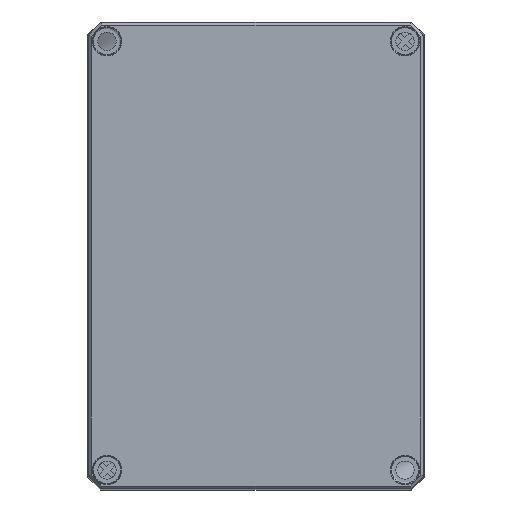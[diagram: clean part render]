
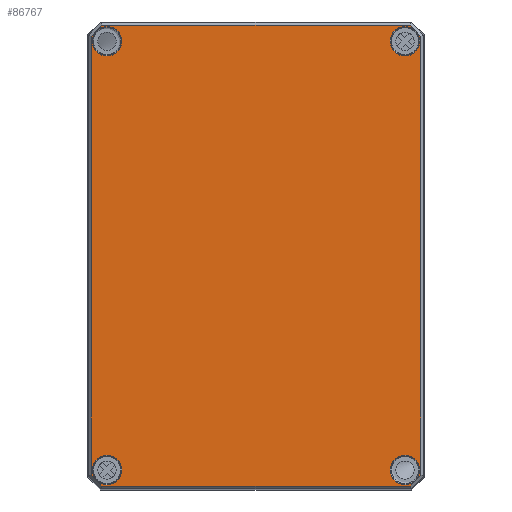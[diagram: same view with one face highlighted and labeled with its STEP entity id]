
A CAD part, top view. The second image highlights one B-rep face of the part: STEP entity #86767.
In plain terms, the highlighted planar face has unit normal (0, 0, 1).
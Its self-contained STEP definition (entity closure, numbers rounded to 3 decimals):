
#2368=CIRCLE('',#91100,5.672);
#2372=CIRCLE('',#91106,5.672);
#2373=CIRCLE('',#91107,5.672);
#2374=CIRCLE('',#91108,5.672);
#2375=CIRCLE('',#91109,5.672);
#2376=CIRCLE('',#91110,5.672);
#3460=FACE_BOUND('',#14982,.T.);
#3461=FACE_BOUND('',#14983,.T.);
#3462=FACE_BOUND('',#14984,.T.);
#3463=FACE_BOUND('',#14985,.T.);
#5177=PLANE('',#91105);
#9641=FACE_OUTER_BOUND('',#14981,.T.);
#14981=EDGE_LOOP('',(#77404,#77405,#77406,#77407,#77408,#77409,#77410,#77411));
#14982=EDGE_LOOP('',(#77412,#77413));
#14983=EDGE_LOOP('',(#77414,#77415));
#14984=EDGE_LOOP('',(#77416));
#14985=EDGE_LOOP('',(#77417));
#21860=LINE('',#154548,#28698);
#21861=LINE('',#154550,#28699);
#21862=LINE('',#154552,#28700);
#21863=LINE('',#154554,#28701);
#21864=LINE('',#154556,#28702);
#21865=LINE('',#154558,#28703);
#21866=LINE('',#154560,#28704);
#21867=LINE('',#154561,#28705);
#28698=VECTOR('',#105713,10.);
#28699=VECTOR('',#105714,10.);
#28700=VECTOR('',#105715,10.);
#28701=VECTOR('',#105716,10.);
#28702=VECTOR('',#105717,10.);
#28703=VECTOR('',#105718,10.);
#28704=VECTOR('',#105719,10.);
#28705=VECTOR('',#105720,10.);
#40950=VERTEX_POINT('',#154536);
#40953=VERTEX_POINT('',#154546);
#40954=VERTEX_POINT('',#154547);
#40955=VERTEX_POINT('',#154549);
#40956=VERTEX_POINT('',#154551);
#40957=VERTEX_POINT('',#154553);
#40958=VERTEX_POINT('',#154555);
#40959=VERTEX_POINT('',#154557);
#40960=VERTEX_POINT('',#154559);
#40961=VERTEX_POINT('',#154562);
#40962=VERTEX_POINT('',#154563);
#40963=VERTEX_POINT('',#154566);
#40964=VERTEX_POINT('',#154567);
#40965=VERTEX_POINT('',#154570);
#53190=EDGE_CURVE('',#40950,#40950,#2368,.T.);
#53195=EDGE_CURVE('',#40953,#40954,#21860,.T.);
#53196=EDGE_CURVE('',#40955,#40953,#21861,.T.);
#53197=EDGE_CURVE('',#40956,#40955,#21862,.T.);
#53198=EDGE_CURVE('',#40957,#40956,#21863,.T.);
#53199=EDGE_CURVE('',#40958,#40957,#21864,.T.);
#53200=EDGE_CURVE('',#40959,#40958,#21865,.T.);
#53201=EDGE_CURVE('',#40960,#40959,#21866,.T.);
#53202=EDGE_CURVE('',#40954,#40960,#21867,.T.);
#53203=EDGE_CURVE('',#40961,#40962,#2372,.T.);
#53204=EDGE_CURVE('',#40962,#40961,#2373,.T.);
#53205=EDGE_CURVE('',#40963,#40964,#2374,.T.);
#53206=EDGE_CURVE('',#40964,#40963,#2375,.T.);
#53207=EDGE_CURVE('',#40965,#40965,#2376,.T.);
#77404=ORIENTED_EDGE('',*,*,#53195,.F.);
#77405=ORIENTED_EDGE('',*,*,#53196,.F.);
#77406=ORIENTED_EDGE('',*,*,#53197,.F.);
#77407=ORIENTED_EDGE('',*,*,#53198,.F.);
#77408=ORIENTED_EDGE('',*,*,#53199,.F.);
#77409=ORIENTED_EDGE('',*,*,#53200,.F.);
#77410=ORIENTED_EDGE('',*,*,#53201,.F.);
#77411=ORIENTED_EDGE('',*,*,#53202,.F.);
#77412=ORIENTED_EDGE('',*,*,#53203,.F.);
#77413=ORIENTED_EDGE('',*,*,#53204,.F.);
#77414=ORIENTED_EDGE('',*,*,#53205,.F.);
#77415=ORIENTED_EDGE('',*,*,#53206,.F.);
#77416=ORIENTED_EDGE('',*,*,#53207,.F.);
#77417=ORIENTED_EDGE('',*,*,#53190,.F.);
#86767=ADVANCED_FACE('',(#9641,#3460,#3461,#3462,#3463),#5177,.T.);
#91100=AXIS2_PLACEMENT_3D('',#154537,#105700,#105701);
#91105=AXIS2_PLACEMENT_3D('',#154545,#105711,#105712);
#91106=AXIS2_PLACEMENT_3D('',#154564,#105721,#105722);
#91107=AXIS2_PLACEMENT_3D('',#154565,#105723,#105724);
#91108=AXIS2_PLACEMENT_3D('',#154568,#105725,#105726);
#91109=AXIS2_PLACEMENT_3D('',#154569,#105727,#105728);
#91110=AXIS2_PLACEMENT_3D('',#154571,#105729,#105730);
#105700=DIRECTION('center_axis',(0.,0.,1.));
#105701=DIRECTION('ref_axis',(-1.,0.,0.));
#105711=DIRECTION('center_axis',(0.,0.,1.));
#105712=DIRECTION('ref_axis',(1.,0.,0.));
#105713=DIRECTION('',(0.707,-0.707,0.));
#105714=DIRECTION('',(1.,0.,0.));
#105715=DIRECTION('',(0.707,0.707,0.));
#105716=DIRECTION('',(0.,1.,0.));
#105717=DIRECTION('',(-0.707,0.707,0.));
#105718=DIRECTION('',(-1.,0.,0.));
#105719=DIRECTION('',(-0.707,-0.707,0.));
#105720=DIRECTION('',(0.,-1.,0.));
#105721=DIRECTION('center_axis',(0.,0.,1.));
#105722=DIRECTION('ref_axis',(1.,0.,0.));
#105723=DIRECTION('center_axis',(0.,0.,1.));
#105724=DIRECTION('ref_axis',(1.,0.,0.));
#105725=DIRECTION('center_axis',(0.,0.,1.));
#105726=DIRECTION('ref_axis',(1.,0.,0.));
#105727=DIRECTION('center_axis',(0.,0.,1.));
#105728=DIRECTION('ref_axis',(1.,0.,0.));
#105729=DIRECTION('center_axis',(0.,0.,1.));
#105730=DIRECTION('ref_axis',(-1.,0.,0.));
#154536=CARTESIAN_POINT('',(-51.828,82.75,39.));
#154537=CARTESIAN_POINT('Origin',(-57.5,82.75,39.));
#154545=CARTESIAN_POINT('Origin',(0.,0.,
39.));
#154546=CARTESIAN_POINT('',(59.445,88.91,39.));
#154547=CARTESIAN_POINT('',(63.66,84.695,39.));
#154548=CARTESIAN_POINT('',(66.615,81.74,39.));
#154549=CARTESIAN_POINT('',(-59.445,88.91,39.));
#154550=CARTESIAN_POINT('',(-30.,88.91,39.));
#154551=CARTESIAN_POINT('',(-63.66,84.695,39.));
#154552=CARTESIAN_POINT('',(-69.115,79.24,39.));
#154553=CARTESIAN_POINT('',(-63.66,-84.695,39.));
#154554=CARTESIAN_POINT('',(-63.66,-42.625,39.));
#154555=CARTESIAN_POINT('',(-59.445,-88.91,39.));
#154556=CARTESIAN_POINT('',(-66.615,-81.74,39.));
#154557=CARTESIAN_POINT('',(59.445,-88.91,39.));
#154558=CARTESIAN_POINT('',(30.,-88.91,39.));
#154559=CARTESIAN_POINT('',(63.66,-84.695,39.));
#154560=CARTESIAN_POINT('',(69.115,-79.24,39.));
#154561=CARTESIAN_POINT('',(63.66,42.625,39.));
#154562=CARTESIAN_POINT('',(51.828,82.75,39.));
#154563=CARTESIAN_POINT('',(63.172,82.75,39.));
#154564=CARTESIAN_POINT('Origin',(57.5,82.75,39.));
#154565=CARTESIAN_POINT('Origin',(57.5,82.75,39.));
#154566=CARTESIAN_POINT('',(51.828,-82.75,39.));
#154567=CARTESIAN_POINT('',(63.172,-82.75,39.));
#154568=CARTESIAN_POINT('Origin',(57.5,-82.75,39.));
#154569=CARTESIAN_POINT('Origin',(57.5,-82.75,39.));
#154570=CARTESIAN_POINT('',(-51.828,-82.75,39.));
#154571=CARTESIAN_POINT('Origin',(-57.5,-82.75,39.));
